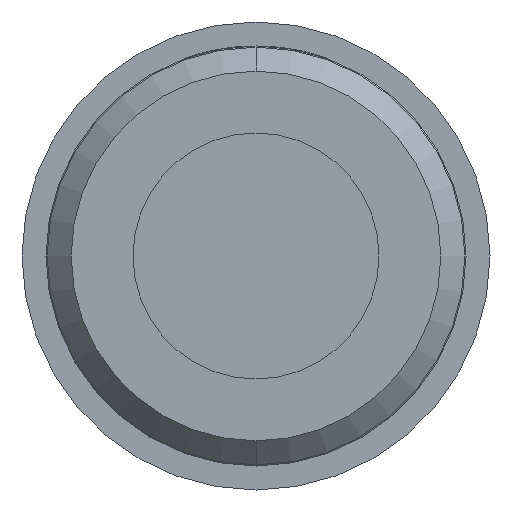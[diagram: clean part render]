
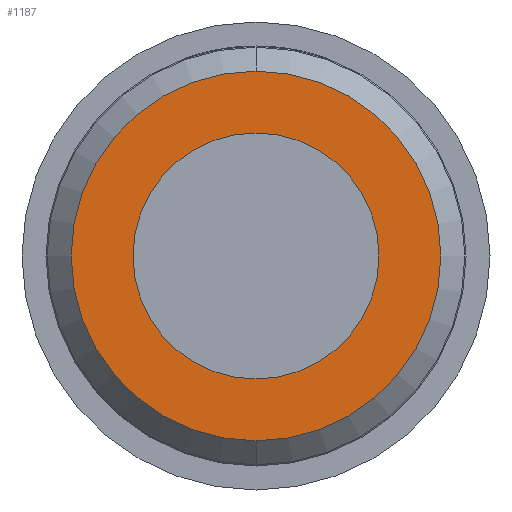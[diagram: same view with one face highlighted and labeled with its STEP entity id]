
A CAD part, front view. The second image highlights one B-rep face of the part: STEP entity #1187.
In plain terms, the highlighted planar face has unit normal (0, -1, 0).
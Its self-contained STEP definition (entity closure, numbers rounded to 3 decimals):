
#8 = EDGE_CURVE ( 'Defeature ausgef�hrt2_6+Defeature ausgef�hrt2_7+Defeature ausgef�hrt2_7+Defeature ausgef�hrt2_7', #870, #2796, #1706, .T. ) ;
#169 = DIRECTION ( 'NONE',  ( 0., 0., 1. ) ) ;
#198 = AXIS2_PLACEMENT_3D ( 'NONE', #277, #2952, #2412 ) ;
#277 = CARTESIAN_POINT ( 'NONE',  ( 0., -20.7, 0. ) ) ;
#334 = CIRCLE ( 'NONE', #2989, 1.025 ) ;
#421 = CARTESIAN_POINT ( 'NONE',  ( 0., -20.7, 0. ) ) ;
#422 = EDGE_CURVE ( 'Defeature ausgef�hrt2_9+Defeature ausgef�hrt2_7+Defeature ausgef�hrt2_7+Defeature ausgef�hrt2_7', #2842, #970, #334, .T. ) ;
#502 = EDGE_LOOP ( 'NONE', ( #957, #2210 ) ) ;
#597 = CARTESIAN_POINT ( 'NONE',  ( 0., -20.7, 0. ) ) ;
#749 = FACE_OUTER_BOUND ( 'NONE', #2858, .T. ) ;
#776 = AXIS2_PLACEMENT_3D ( 'NONE', #421, #2010, #169 ) ;
#858 = CIRCLE ( 'NONE', #2533, 1.025 ) ;
#870 = VERTEX_POINT ( 'NONE', #2657 ) ;
#957 = ORIENTED_EDGE ( 'NONE', *, *, #3424, .F. ) ;
#970 = VERTEX_POINT ( 'NONE', #2698 ) ;
#1187 = ADVANCED_FACE ( 'Defeature ausgef�hrt2_7', ( #2639, #749 ), #2711, .F. ) ;
#1268 = CARTESIAN_POINT ( 'NONE',  ( 0., -20.7, 0. ) ) ;
#1284 = DIRECTION ( 'NONE',  ( 0., 0., -1. ) ) ;
#1602 = DIRECTION ( 'NONE',  ( 0., 0., 1. ) ) ;
#1639 = AXIS2_PLACEMENT_3D ( 'NONE', #2173, #2156, #1602 ) ;
#1652 = CIRCLE ( 'NONE', #198, 1.54 ) ;
#1706 = CIRCLE ( 'NONE', #776, 1.54 ) ;
#1897 = DIRECTION ( 'NONE',  ( 0., -1., 0. ) ) ;
#2010 = DIRECTION ( 'NONE',  ( 0., 1., 0. ) ) ;
#2055 = ORIENTED_EDGE ( 'NONE', *, *, #8, .F. ) ;
#2155 = EDGE_CURVE ( 'Defeature ausgef�hrt2_6+Defeature ausgef�hrt2_7+Defeature ausgef�hrt2_7+Defeature ausgef�hrt2_7', #2796, #870, #1652, .T. ) ;
#2156 = DIRECTION ( 'NONE',  ( 0., 1., 0. ) ) ;
#2173 = CARTESIAN_POINT ( 'NONE',  ( 1.54, -20.7, 0. ) ) ;
#2210 = ORIENTED_EDGE ( 'NONE', *, *, #422, .F. ) ;
#2250 = CARTESIAN_POINT ( 'NONE',  ( 0., -20.7, 1.54 ) ) ;
#2256 = ORIENTED_EDGE ( 'NONE', *, *, #2155, .F. ) ;
#2412 = DIRECTION ( 'NONE',  ( 0., 0., 1. ) ) ;
#2533 = AXIS2_PLACEMENT_3D ( 'NONE', #1268, #2888, #1284 ) ;
#2639 = FACE_BOUND ( 'NONE', #502, .T. ) ;
#2657 = CARTESIAN_POINT ( 'NONE',  ( 0., -20.7, -1.54 ) ) ;
#2698 = CARTESIAN_POINT ( 'NONE',  ( 0., -20.7, -1.025 ) ) ;
#2711 = PLANE ( 'NONE',  #1639 ) ;
#2794 = CARTESIAN_POINT ( 'NONE',  ( 0., -20.7, 1.025 ) ) ;
#2796 = VERTEX_POINT ( 'NONE', #2250 ) ;
#2842 = VERTEX_POINT ( 'NONE', #2794 ) ;
#2858 = EDGE_LOOP ( 'NONE', ( #2256, #2055 ) ) ;
#2888 = DIRECTION ( 'NONE',  ( 0., -1., 0. ) ) ;
#2952 = DIRECTION ( 'NONE',  ( 0., 1., 0. ) ) ;
#2989 = AXIS2_PLACEMENT_3D ( 'NONE', #597, #1897, #3275 ) ;
#3275 = DIRECTION ( 'NONE',  ( 0., 0., -1. ) ) ;
#3424 = EDGE_CURVE ( 'Defeature ausgef�hrt2_9+Defeature ausgef�hrt2_7+Defeature ausgef�hrt2_7+Defeature ausgef�hrt2_7', #970, #2842, #858, .T. ) ;
